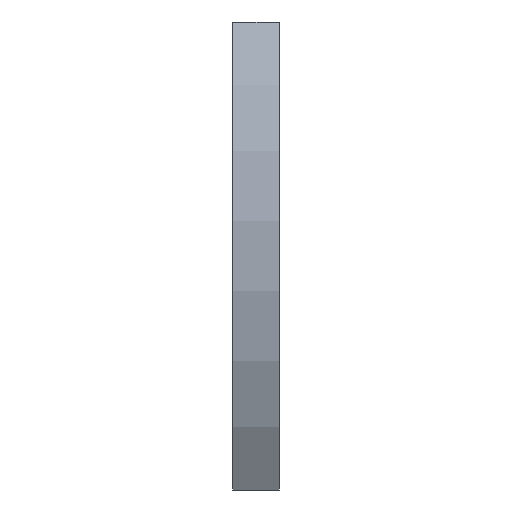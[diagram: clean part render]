
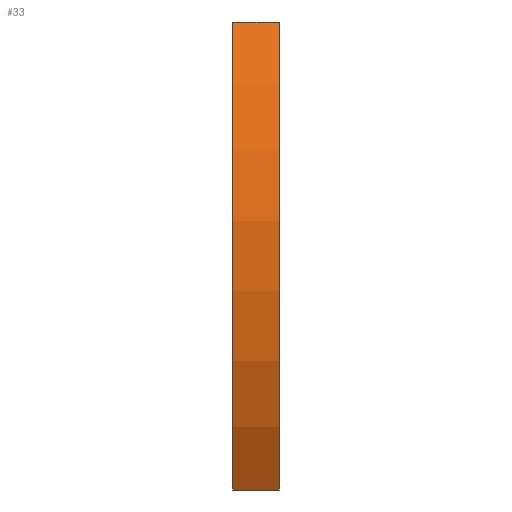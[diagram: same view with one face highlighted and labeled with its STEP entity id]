
A CAD part, left-side view. The second image highlights one B-rep face of the part: STEP entity #33.
In plain terms, the highlighted cylindrical face has radius 57.191 mm (diameter 114.382 mm), a partial arc.
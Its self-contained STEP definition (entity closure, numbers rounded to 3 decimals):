
#33 = ADVANCED_FACE ( 'NONE', ( #1741 ), #7755, .T. ) ;
#218 = VECTOR ( 'NONE', #5112, 1000. ) ;
#260 = VERTEX_POINT ( 'NONE', #7305 ) ;
#481 = ORIENTED_EDGE ( 'NONE', *, *, #4466, .T. ) ;
#506 = CIRCLE ( 'NONE', #1067, 57.191 ) ;
#613 = ORIENTED_EDGE ( 'NONE', *, *, #7145, .T. ) ;
#856 = EDGE_CURVE ( 'NONE', #10531, #10032, #6654, .T. ) ;
#1067 = AXIS2_PLACEMENT_3D ( 'NONE', #1333, #9085, #4729 ) ;
#1178 = LINE ( 'NONE', #10429, #218 ) ;
#1257 = CARTESIAN_POINT ( 'NONE',  ( -2.809, -3., 0. ) ) ;
#1333 = CARTESIAN_POINT ( 'NONE',  ( -2.809, 3., 0. ) ) ;
#1741 = FACE_OUTER_BOUND ( 'NONE', #11051, .T. ) ;
#1877 = CARTESIAN_POINT ( 'NONE',  ( -51.5, -3., 30. ) ) ;
#1971 = CARTESIAN_POINT ( 'NONE',  ( -51.5, 3., -30. ) ) ;
#2574 = CARTESIAN_POINT ( 'NONE',  ( -2.809, 3., 0. ) ) ;
#2688 = CARTESIAN_POINT ( 'NONE',  ( -51.5, 3., 30. ) ) ;
#3543 = DIRECTION ( 'NONE',  ( 0., 0., -1. ) ) ;
#4072 = VECTOR ( 'NONE', #8962, 1000. ) ;
#4378 = AXIS2_PLACEMENT_3D ( 'NONE', #2574, #10432, #3543 ) ;
#4466 = EDGE_CURVE ( 'NONE', #9263, #260, #1178, .T. ) ;
#4713 = AXIS2_PLACEMENT_3D ( 'NONE', #1257, #7442, #9910 ) ;
#4729 = DIRECTION ( 'NONE',  ( 0., 0., 1. ) ) ;
#5112 = DIRECTION ( 'NONE',  ( 0., -1., 0. ) ) ;
#5375 = CIRCLE ( 'NONE', #4713, 57.191 ) ;
#6654 = LINE ( 'NONE', #8774, #4072 ) ;
#7145 = EDGE_CURVE ( 'NONE', #260, #10032, #5375, .T. ) ;
#7305 = CARTESIAN_POINT ( 'NONE',  ( -51.5, -3., -30. ) ) ;
#7379 = ORIENTED_EDGE ( 'NONE', *, *, #8321, .F. ) ;
#7442 = DIRECTION ( 'NONE',  ( 0., 1., 0. ) ) ;
#7514 = ORIENTED_EDGE ( 'NONE', *, *, #856, .F. ) ;
#7755 = CYLINDRICAL_SURFACE ( 'NONE', #4378, 57.191 ) ;
#8321 = EDGE_CURVE ( 'NONE', #9263, #10531, #506, .T. ) ;
#8774 = CARTESIAN_POINT ( 'NONE',  ( -51.5, 3., 30. ) ) ;
#8962 = DIRECTION ( 'NONE',  ( 0., -1., 0. ) ) ;
#9085 = DIRECTION ( 'NONE',  ( 0., 1., 0. ) ) ;
#9263 = VERTEX_POINT ( 'NONE', #1971 ) ;
#9910 = DIRECTION ( 'NONE',  ( 0., 0., 1. ) ) ;
#10032 = VERTEX_POINT ( 'NONE', #1877 ) ;
#10429 = CARTESIAN_POINT ( 'NONE',  ( -51.5, 3., -30. ) ) ;
#10432 = DIRECTION ( 'NONE',  ( 0., -1., 0. ) ) ;
#10531 = VERTEX_POINT ( 'NONE', #2688 ) ;
#11051 = EDGE_LOOP ( 'NONE', ( #613, #7514, #7379, #481 ) ) ;
